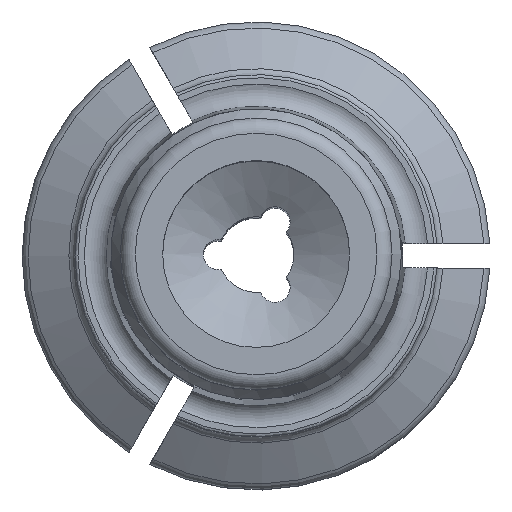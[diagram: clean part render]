
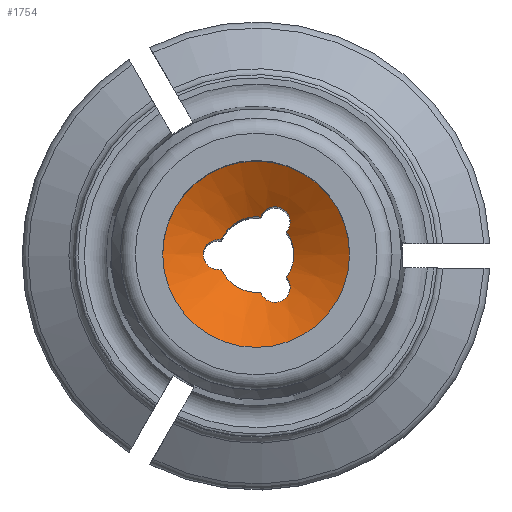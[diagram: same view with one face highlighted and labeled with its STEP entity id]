
A CAD part, top view. The second image highlights one B-rep face of the part: STEP entity #1754.
In plain terms, the highlighted conical face has half-angle 60 degrees and reference radius 3.094 mm.
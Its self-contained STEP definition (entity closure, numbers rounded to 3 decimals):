
#46=CONICAL_SURFACE('',#1894,3.094,1.047);
#193=CIRCLE('',#1791,1.25);
#195=CIRCLE('',#1796,1.25);
#225=CIRCLE('',#1854,3.094);
#249=CIRCLE('',#1893,1.25);
#445=ORIENTED_EDGE('',*,*,#746,.F.);
#446=ORIENTED_EDGE('',*,*,#653,.F.);
#447=ORIENTED_EDGE('',*,*,#802,.T.);
#448=ORIENTED_EDGE('',*,*,#799,.F.);
#449=ORIENTED_EDGE('',*,*,#803,.T.);
#450=ORIENTED_EDGE('',*,*,#661,.F.);
#451=ORIENTED_EDGE('',*,*,#804,.T.);
#653=EDGE_CURVE('',#849,#850,#193,.T.);
#661=EDGE_CURVE('',#857,#858,#195,.T.);
#746=EDGE_CURVE('',#917,#917,#225,.T.);
#799=EDGE_CURVE('',#962,#963,#249,.T.);
#802=EDGE_CURVE('',#849,#963,#1020,.T.);
#803=EDGE_CURVE('',#962,#858,#1021,.T.);
#804=EDGE_CURVE('',#857,#850,#1022,.T.);
#849=VERTEX_POINT('',#2289);
#850=VERTEX_POINT('',#2291);
#857=VERTEX_POINT('',#2306);
#858=VERTEX_POINT('',#2308);
#917=VERTEX_POINT('',#2598);
#962=VERTEX_POINT('',#2735);
#963=VERTEX_POINT('',#2736);
#1020=B_SPLINE_CURVE_WITH_KNOTS('',3,(#2740,#2741,#2742,#2743,#2744,#2745,
#2746),.UNSPECIFIED.,.F.,.F.,(4,1,1,1,4),(0.,0.,
0.001,0.001,0.002),
 .UNSPECIFIED.);
#1021=B_SPLINE_CURVE_WITH_KNOTS('',3,(#2747,#2748,#2749,#2750,#2751,#2752,
#2753),.UNSPECIFIED.,.F.,.F.,(4,1,1,1,4),(0.,0.,
0.001,0.001,0.002),
 .UNSPECIFIED.);
#1022=B_SPLINE_CURVE_WITH_KNOTS('',3,(#2754,#2755,#2756,#2757,#2758,#2759,
#2760),.UNSPECIFIED.,.F.,.F.,(4,1,1,1,4),(0.,0.,
0.001,0.001,0.002),
 .UNSPECIFIED.);
#1093=EDGE_LOOP('',(#445));
#1094=EDGE_LOOP('',(#446,#447,#448,#449,#450,#451));
#1174=FACE_BOUND('',#1093,.T.);
#1175=FACE_BOUND('',#1094,.T.);
#1754=ADVANCED_FACE('',(#1174,#1175),#46,.F.);
#1791=AXIS2_PLACEMENT_3D('',#2290,#1942,#1943);
#1796=AXIS2_PLACEMENT_3D('',#2307,#1956,#1957);
#1854=AXIS2_PLACEMENT_3D('',#2597,#2089,#2090);
#1893=AXIS2_PLACEMENT_3D('',#2734,#2186,#2187);
#1894=AXIS2_PLACEMENT_3D('',#2739,#2190,#2191);
#1942=DIRECTION('',(0.,0.,1.));
#1943=DIRECTION('',(1.,0.,0.));
#1956=DIRECTION('',(0.,0.,1.));
#1957=DIRECTION('',(1.,0.,0.));
#2089=DIRECTION('',(0.,0.,-1.));
#2090=DIRECTION('',(-1.,0.,0.));
#2186=DIRECTION('',(0.,0.,1.));
#2187=DIRECTION('',(1.,0.,0.));
#2190=DIRECTION('',(0.,0.,1.));
#2191=DIRECTION('',(-1.,0.,0.));
#2289=CARTESIAN_POINT('',(0.151,1.241,28.935));
#2290=CARTESIAN_POINT('',(0.,0.,28.935));
#2291=CARTESIAN_POINT('',(-1.15,0.49,28.935));
#2306=CARTESIAN_POINT('',(-1.15,-0.49,28.935));
#2307=CARTESIAN_POINT('',(0.,0.,28.935));
#2308=CARTESIAN_POINT('',(0.151,-1.241,28.935));
#2597=CARTESIAN_POINT('',(0.,0.,30.));
#2598=CARTESIAN_POINT('',(-3.094,0.,30.));
#2734=CARTESIAN_POINT('',(0.,0.,28.935));
#2735=CARTESIAN_POINT('',(0.999,-0.751,28.935));
#2736=CARTESIAN_POINT('',(0.999,0.751,28.935));
#2739=CARTESIAN_POINT('',(0.,0.,30.));
#2740=CARTESIAN_POINT('',(0.151,1.241,28.935));
#2741=CARTESIAN_POINT('',(0.194,1.372,29.013));
#2742=CARTESIAN_POINT('',(0.393,1.604,29.158));
#2743=CARTESIAN_POINT('',(0.914,1.588,29.257));
#2744=CARTESIAN_POINT('',(1.193,1.144,29.159));
#2745=CARTESIAN_POINT('',(1.091,0.854,29.013));
#2746=CARTESIAN_POINT('',(0.999,0.751,28.935));
#2747=CARTESIAN_POINT('',(0.999,-0.751,28.935));
#2748=CARTESIAN_POINT('',(1.091,-0.854,29.013));
#2749=CARTESIAN_POINT('',(1.192,-1.142,29.158));
#2750=CARTESIAN_POINT('',(0.918,-1.585,29.257));
#2751=CARTESIAN_POINT('',(0.394,-1.605,29.159));
#2752=CARTESIAN_POINT('',(0.194,-1.372,29.013));
#2753=CARTESIAN_POINT('',(0.151,-1.241,28.935));
#2754=CARTESIAN_POINT('',(-1.15,-0.49,28.935));
#2755=CARTESIAN_POINT('',(-1.285,-0.517,29.013));
#2756=CARTESIAN_POINT('',(-1.585,-0.462,29.158));
#2757=CARTESIAN_POINT('',(-1.832,-0.003,29.257));
#2758=CARTESIAN_POINT('',(-1.587,0.461,29.159));
#2759=CARTESIAN_POINT('',(-1.285,0.517,29.013));
#2760=CARTESIAN_POINT('',(-1.15,0.49,28.935));
